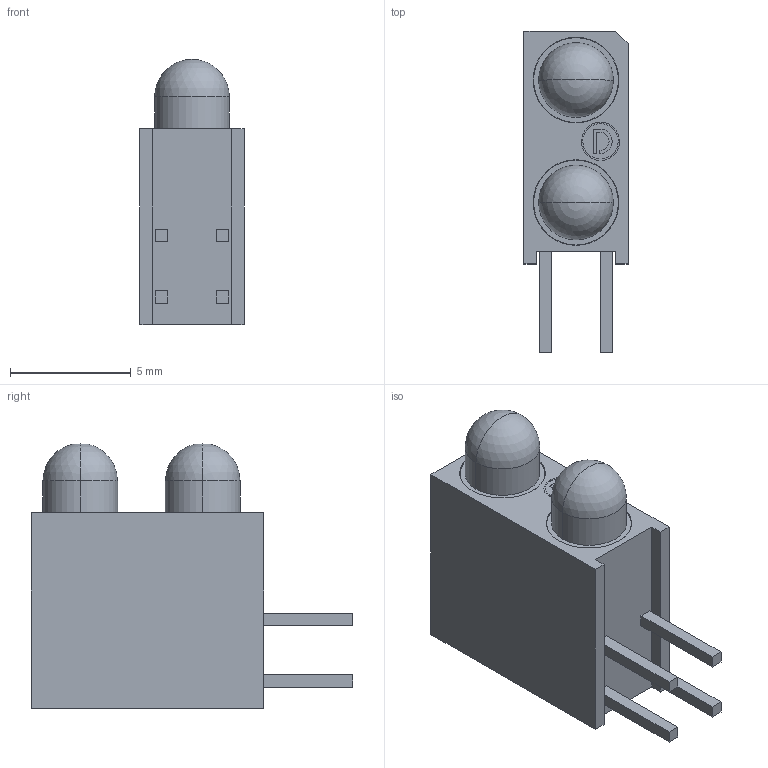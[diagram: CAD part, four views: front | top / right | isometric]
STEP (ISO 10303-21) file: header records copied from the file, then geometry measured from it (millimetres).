
FILE_DESCRIPTION((''),'2;1');
FILE_NAME('55307XXF_01','2010-01-13T',('ferriga'),(''),'PRO/ENGINEER BY PARAMETRIC TECHNOLOGY CORPORATION, 2009140','PRO/ENGINEER BY PARAMETRIC TECHNOLOGY CORPORATION, 2009140','');
FILE_SCHEMA(('CONFIG_CONTROL_DESIGN'));
Length unit declared in the file: inch
Products named in the file (1): 55307XXF_01
Bounding box: 4.32 x 13.34 x 11 mm (x, y, z)
Volume: 363.8 mm3; surface area: 388.5 mm2
Topology: 1 solids, 1 shells, 69 faces, 167 edges, 108 vertices
Faces by surface type: plane 49, cylinder 12, cone 4, sphere 4
Entity records: 2017 total; most frequent: CARTESIAN_POINT 340, DIRECTION 337, ORIENTED_EDGE 326, EDGE_CURVE 163, VECTOR 127, LINE 127, VERTEX_POINT 108, AXIS2_PLACEMENT_3D 105
